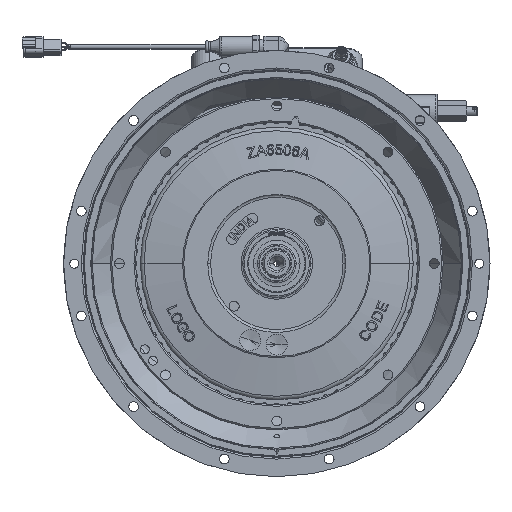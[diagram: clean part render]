
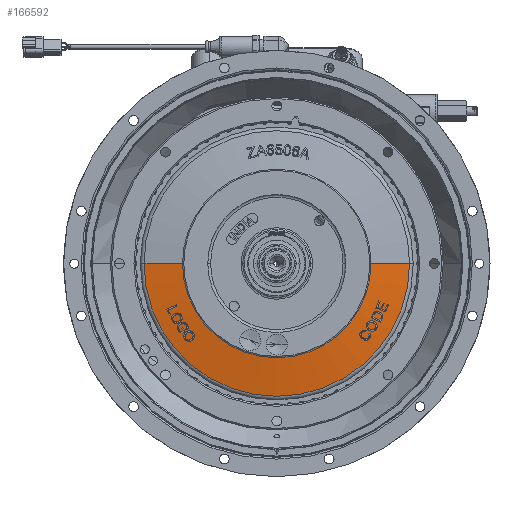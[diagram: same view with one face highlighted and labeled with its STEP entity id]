
A CAD part, top view. The second image highlights one B-rep face of the part: STEP entity #166592.
In plain terms, the highlighted conical face has half-angle 81.135 degrees and reference radius 140.614 mm.
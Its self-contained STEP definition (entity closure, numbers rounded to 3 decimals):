
#8531 = LINE ( 'NONE', #36463, #118358 ) ;
#12386 = CARTESIAN_POINT ( 'NONE',  ( 0., 0., 42.89 ) ) ;
#29899 = ORIENTED_EDGE ( 'NONE', *, *, #39739, .F. ) ;
#34064 = ORIENTED_EDGE ( 'NONE', *, *, #99132, .F. ) ;
#35653 = CARTESIAN_POINT ( 'NONE',  ( -99.784, 0., 49.259 ) ) ;
#36463 = CARTESIAN_POINT ( 'NONE',  ( 140.614, 0., 42.89 ) ) ;
#38593 = CARTESIAN_POINT ( 'NONE',  ( -140.614, 0., 42.89 ) ) ;
#39739 = EDGE_CURVE ( 'NONE', #71862, #141720, #129698, .T. ) ;
#44173 = DIRECTION ( 'NONE',  ( -0.988, 0., -0.154 ) ) ;
#44740 = CIRCLE ( 'NONE', #159720, 140.614 ) ;
#44969 = CARTESIAN_POINT ( 'NONE',  ( 99.784, 0., 49.259 ) ) ;
#45992 = CARTESIAN_POINT ( 'NONE',  ( 0., 0., 42.89 ) ) ;
#46836 = DIRECTION ( 'NONE',  ( 1., 0., 0. ) ) ;
#56662 = AXIS2_PLACEMENT_3D ( 'NONE', #58640, #85041, #160890 ) ;
#58640 = CARTESIAN_POINT ( 'NONE',  ( 0., 0., 49.259 ) ) ;
#59081 = EDGE_CURVE ( 'NONE', #71862, #77765, #122361, .T. ) ;
#65036 = VERTEX_POINT ( 'NONE', #79597 ) ;
#65890 = FACE_OUTER_BOUND ( 'NONE', #155313, .T. ) ;
#70393 = EDGE_CURVE ( 'NONE', #77765, #65036, #44740, .T. ) ;
#71862 = VERTEX_POINT ( 'NONE', #35653 ) ;
#72452 = CONICAL_SURFACE ( 'NONE', #97725, 140.614, 1.416 ) ;
#77765 = VERTEX_POINT ( 'NONE', #38593 ) ;
#79597 = CARTESIAN_POINT ( 'NONE',  ( 140.614, 0., 42.89 ) ) ;
#85041 = DIRECTION ( 'NONE',  ( 0., 0., 1. ) ) ;
#87442 = DIRECTION ( 'NONE',  ( 0.988, 0., -0.154 ) ) ;
#90081 = ORIENTED_EDGE ( 'NONE', *, *, #70393, .T. ) ;
#97725 = AXIS2_PLACEMENT_3D ( 'NONE', #12386, #157339, #102866 ) ;
#99132 = EDGE_CURVE ( 'NONE', #141720, #65036, #8531, .T. ) ;
#102866 = DIRECTION ( 'NONE',  ( -1., 0., 0. ) ) ;
#110063 = CARTESIAN_POINT ( 'NONE',  ( -140.614, 0., 42.89 ) ) ;
#118358 = VECTOR ( 'NONE', #87442, 1000. ) ;
#122361 = LINE ( 'NONE', #110063, #134588 ) ;
#129698 = CIRCLE ( 'NONE', #56662, 99.784 ) ;
#134588 = VECTOR ( 'NONE', #44173, 1000. ) ;
#141720 = VERTEX_POINT ( 'NONE', #44969 ) ;
#155313 = EDGE_LOOP ( 'NONE', ( #34064, #29899, #169337, #90081 ) ) ;
#156622 = DIRECTION ( 'NONE',  ( 0., 0., 1. ) ) ;
#157339 = DIRECTION ( 'NONE',  ( 0., 0., -1. ) ) ;
#159720 = AXIS2_PLACEMENT_3D ( 'NONE', #45992, #156622, #46836 ) ;
#160890 = DIRECTION ( 'NONE',  ( 1., 0., 0. ) ) ;
#166592 = ADVANCED_FACE ( 'NONE', ( #65890 ), #72452, .T. ) ;
#169337 = ORIENTED_EDGE ( 'NONE', *, *, #59081, .T. ) ;
